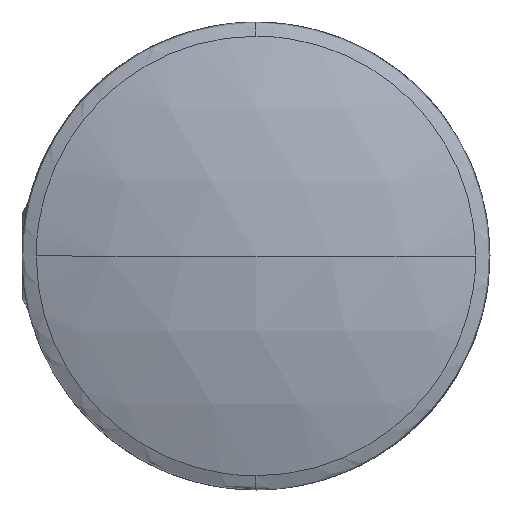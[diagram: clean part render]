
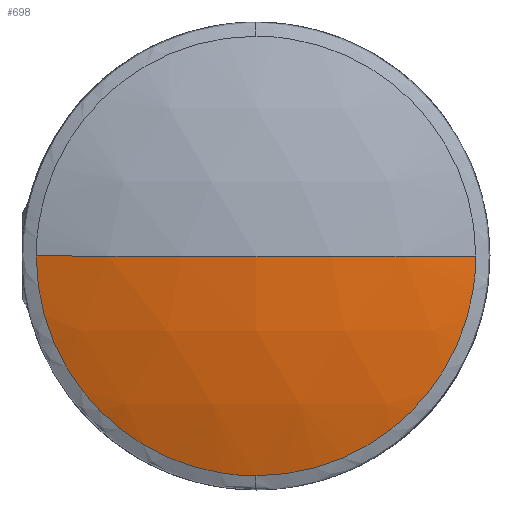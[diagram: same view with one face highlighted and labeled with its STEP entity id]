
A CAD part, left-side view. The second image highlights one B-rep face of the part: STEP entity #698.
In plain terms, the highlighted spherical face has radius 31.25 mm.
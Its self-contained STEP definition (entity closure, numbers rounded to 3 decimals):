
#24 = FACE_OUTER_BOUND ( 'NONE', #5221, .T. ) ;
#140 = CARTESIAN_POINT ( 'NONE',  ( 1.757, -8.261, -6.349 ) ) ;
#254 = CARTESIAN_POINT ( 'NONE',  ( 31.25, 0., 0. ) ) ;
#304 = CIRCLE ( 'NONE', #4768, 31.25 ) ;
#552 = ORIENTED_EDGE ( 'NONE', *, *, #5036, .T. ) ;
#558 = EDGE_CURVE ( 'NONE', #4103, #1930, #1634, .T. ) ;
#598 = ORIENTED_EDGE ( 'NONE', *, *, #1356, .T. ) ;
#698 = ADVANCED_FACE ( 'NONE', ( #24 ), #2009, .T. ) ;
#707 = CARTESIAN_POINT ( 'NONE',  ( 1.757, -10.331, 0. ) ) ;
#814 = ORIENTED_EDGE ( 'NONE', *, *, #558, .T. ) ;
#824 = CARTESIAN_POINT ( 'NONE',  ( 1.757, 2.704, -10.062 ) ) ;
#950 = DIRECTION ( 'NONE',  ( 0., 1., 0. ) ) ;
#953 = CARTESIAN_POINT ( 'NONE',  ( 1.757, -6.349, -8.261 ) ) ;
#1225 = CARTESIAN_POINT ( 'NONE',  ( 1.757, 5.203, -9.027 ) ) ;
#1227 = B_SPLINE_CURVE_WITH_KNOTS ( 'NONE', 3,
 ( #3811, #3728, #5478, #1692, #5032, #4615, #1225, #824, #2537, #3787 ),
 .UNSPECIFIED., .F., .F.,
 ( 4, 2, 2, 2, 4 ),
 ( 0.25, 0.313, 0.375, 0.438, 0.5 ),
 .UNSPECIFIED. ) ;
#1356 = EDGE_CURVE ( 'NONE', #3671, #4103, #1227, .T. ) ;
#1380 = CARTESIAN_POINT ( 'NONE',  ( 1.757, -9.027, -5.203 ) ) ;
#1503 = ORIENTED_EDGE ( 'NONE', *, *, #3414, .F. ) ;
#1629 = DIRECTION ( 'NONE',  ( 1., 0., 0. ) ) ;
#1634 = B_SPLINE_CURVE_WITH_KNOTS ( 'NONE', 3,
 ( #4767, #5195, #5146, #2615, #953, #140, #1380, #2664, #3091, #4366 ),
 .UNSPECIFIED., .F., .F.,
 ( 4, 2, 2, 2, 4 ),
 ( 0.5, 0.563, 0.625, 0.688, 0.75 ),
 .UNSPECIFIED. ) ;
#1692 = CARTESIAN_POINT ( 'NONE',  ( 1.757, 9.027, -5.203 ) ) ;
#1930 = VERTEX_POINT ( 'NONE', #707 ) ;
#1966 = CARTESIAN_POINT ( 'NONE',  ( 31.25, 0., 0. ) ) ;
#2009 = SPHERICAL_SURFACE ( 'NONE', #4795, 31.25 ) ;
#2537 = CARTESIAN_POINT ( 'NONE',  ( 1.757, 1.352, -10.331 ) ) ;
#2615 = CARTESIAN_POINT ( 'NONE',  ( 1.757, -5.203, -9.027 ) ) ;
#2664 = CARTESIAN_POINT ( 'NONE',  ( 1.757, -10.062, -2.704 ) ) ;
#3004 = CARTESIAN_POINT ( 'NONE',  ( 1.757, 10.331, 0. ) ) ;
#3091 = CARTESIAN_POINT ( 'NONE',  ( 1.757, -10.331, -1.352 ) ) ;
#3414 = EDGE_CURVE ( 'NONE', #3671, #3536, #304, .T. ) ;
#3536 = VERTEX_POINT ( 'NONE', #5123 ) ;
#3671 = VERTEX_POINT ( 'NONE', #3004 ) ;
#3728 = CARTESIAN_POINT ( 'NONE',  ( 1.757, 10.331, -1.352 ) ) ;
#3768 = DIRECTION ( 'NONE',  ( 0., 0., 1. ) ) ;
#3787 = CARTESIAN_POINT ( 'NONE',  ( 1.757, 0., -10.331 ) ) ;
#3811 = CARTESIAN_POINT ( 'NONE',  ( 1.757, 10.331, 0. ) ) ;
#4103 = VERTEX_POINT ( 'NONE', #5164 ) ;
#4141 = DIRECTION ( 'NONE',  ( 0., 1., 0. ) ) ;
#4156 = CIRCLE ( 'NONE', #4663, 31.25 ) ;
#4366 = CARTESIAN_POINT ( 'NONE',  ( 1.757, -10.331, 0. ) ) ;
#4383 = CARTESIAN_POINT ( 'NONE',  ( 31.25, 0., 0. ) ) ;
#4615 = CARTESIAN_POINT ( 'NONE',  ( 1.757, 6.349, -8.261 ) ) ;
#4663 = AXIS2_PLACEMENT_3D ( 'NONE', #4383, #4780, #950 ) ;
#4767 = CARTESIAN_POINT ( 'NONE',  ( 1.757, 0., -10.331 ) ) ;
#4768 = AXIS2_PLACEMENT_3D ( 'NONE', #1966, #3768, #1629 ) ;
#4780 = DIRECTION ( 'NONE',  ( 0., 0., -1. ) ) ;
#4795 = AXIS2_PLACEMENT_3D ( 'NONE', #254, #5424, #4141 ) ;
#5032 = CARTESIAN_POINT ( 'NONE',  ( 1.757, 8.261, -6.349 ) ) ;
#5036 = EDGE_CURVE ( 'NONE', #1930, #3536, #4156, .T. ) ;
#5123 = CARTESIAN_POINT ( 'NONE',  ( 0., 0., 0. ) ) ;
#5146 = CARTESIAN_POINT ( 'NONE',  ( 1.757, -2.704, -10.062 ) ) ;
#5164 = CARTESIAN_POINT ( 'NONE',  ( 1.757, 0., -10.331 ) ) ;
#5195 = CARTESIAN_POINT ( 'NONE',  ( 1.757, -1.352, -10.331 ) ) ;
#5221 = EDGE_LOOP ( 'NONE', ( #598, #814, #552, #1503 ) ) ;
#5424 = DIRECTION ( 'NONE',  ( 0., 0., -1. ) ) ;
#5478 = CARTESIAN_POINT ( 'NONE',  ( 1.757, 10.062, -2.704 ) ) ;
